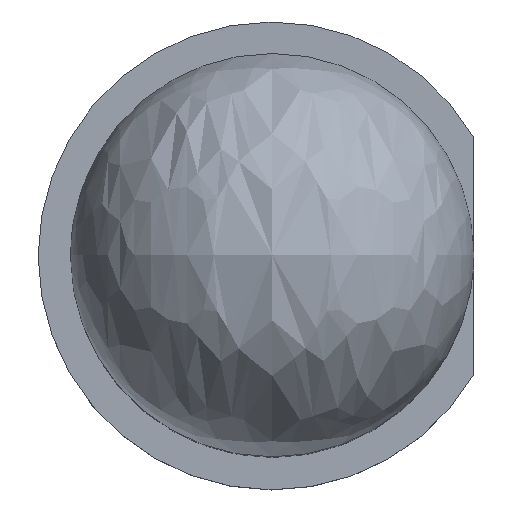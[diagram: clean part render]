
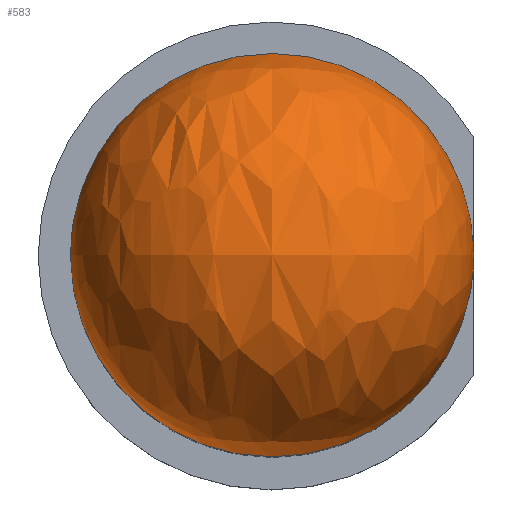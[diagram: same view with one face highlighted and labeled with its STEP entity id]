
A CAD part, top view. The second image highlights one B-rep face of the part: STEP entity #583.
In plain terms, the highlighted free-form (B-spline) face has degree [3, 3] with [4, 4] control points.
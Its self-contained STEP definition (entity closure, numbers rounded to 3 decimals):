
#14 = CARTESIAN_POINT ( 'NONE',  ( 2.5, 0., 6.225 ) ) ;
#21 = CARTESIAN_POINT ( 'NONE',  ( -2.5, -5., 16.225 ) ) ;
#113 = CARTESIAN_POINT ( 'NONE',  ( -2.5, 5., 6.225 ) ) ;
#164 = EDGE_CURVE ( 'NONE', #796, #202, #1136, .T. ) ;
#202 = VERTEX_POINT ( 'NONE', #799 ) ;
#209 = CARTESIAN_POINT ( 'NONE',  ( 2.5, 0., 6.225 ) ) ;
#231 = CARTESIAN_POINT ( 'NONE',  ( 2.5, -5., 6.225 ) ) ;
#312 = CARTESIAN_POINT ( 'NONE',  ( 2.5, 0., 6.225 ) ) ;
#321 = CARTESIAN_POINT ( 'NONE',  ( -2.5, 5., 16.225 ) ) ;
#392 = CARTESIAN_POINT ( 'NONE',  ( 2.5, -5., 16.225 ) ) ;
#476 = CARTESIAN_POINT ( 'NONE',  ( 0., 0., 6.225 ) ) ;
#488 = DIRECTION ( 'NONE',  ( 0., 0., -1. ) ) ;
#489 = CARTESIAN_POINT ( 'NONE',  ( -2.5, 0., 6.225 ) ) ;
#494 = CARTESIAN_POINT ( 'NONE',  ( 2.5, 5., 6.225 ) ) ;
#583 = ADVANCED_FACE ( 'NONE', ( #938 ), #1005, .T. ) ;
#589 = CARTESIAN_POINT ( 'NONE',  ( -2.5, -5., 6.225 ) ) ;
#646 = CIRCLE ( 'NONE', #890, 2.5 ) ;
#676 = CARTESIAN_POINT ( 'NONE',  ( 2.5, 0., 6.225 ) ) ;
#770 = CARTESIAN_POINT ( 'NONE',  ( 0., 0., 6.225 ) ) ;
#771 = CARTESIAN_POINT ( 'NONE',  ( 2.5, 5., 16.225 ) ) ;
#772 = EDGE_LOOP ( 'NONE', ( #849, #993 ) ) ;
#796 = VERTEX_POINT ( 'NONE', #312 ) ;
#799 = CARTESIAN_POINT ( 'NONE',  ( -2.5, 0., 6.225 ) ) ;
#811 = EDGE_CURVE ( 'NONE', #202, #796, #646, .T. ) ;
#849 = ORIENTED_EDGE ( 'NONE', *, *, #164, .F. ) ;
#855 = CARTESIAN_POINT ( 'NONE',  ( -2.5, 0., 6.225 ) ) ;
#861 = CARTESIAN_POINT ( 'NONE',  ( -2.5, 0., 6.225 ) ) ;
#871 = DIRECTION ( 'NONE',  ( -1., 0., 0. ) ) ;
#890 = AXIS2_PLACEMENT_3D ( 'NONE', #476, #955, #871 ) ;
#938 = FACE_OUTER_BOUND ( 'NONE', #772, .T. ) ;
#944 = AXIS2_PLACEMENT_3D ( 'NONE', #770, #488, #1144 ) ;
#955 = DIRECTION ( 'NONE',  ( 0., 0., -1. ) ) ;
#957 = CARTESIAN_POINT ( 'NONE',  ( -2.5, 0., 6.225 ) ) ;
#975 = CARTESIAN_POINT ( 'NONE',  ( 2.5, 0., 6.225 ) ) ;
#993 = ORIENTED_EDGE ( 'NONE', *, *, #811, .F. ) ;
#1005 =( BOUNDED_SURFACE ( )  B_SPLINE_SURFACE ( 3, 3, ( 
 ( #676, #209, #975, #14 ),
 ( #494, #771, #392, #231 ),
 ( #113, #321, #21, #589 ),
 ( #957, #861, #489, #855 ) ),
 .UNSPECIFIED., .F., .F., .T. ) 
 B_SPLINE_SURFACE_WITH_KNOTS ( ( 4, 4 ),
 ( 4, 4 ),
 ( 0., 1. ),
 ( 0., 1. ),
 .UNSPECIFIED. ) 
 GEOMETRIC_REPRESENTATION_ITEM ( )  RATIONAL_B_SPLINE_SURFACE ( (
 ( 1., 0.333, 0.333, 1.),
 ( 0.333, 0.111, 0.111, 0.333),
 ( 0.333, 0.111, 0.111, 0.333),
 ( 1., 0.333, 0.333, 1.) ) ) 
 REPRESENTATION_ITEM ( '' )  SURFACE ( )  );
#1136 = CIRCLE ( 'NONE', #944, 2.5 ) ;
#1144 = DIRECTION ( 'NONE',  ( -1., 0., 0. ) ) ;
